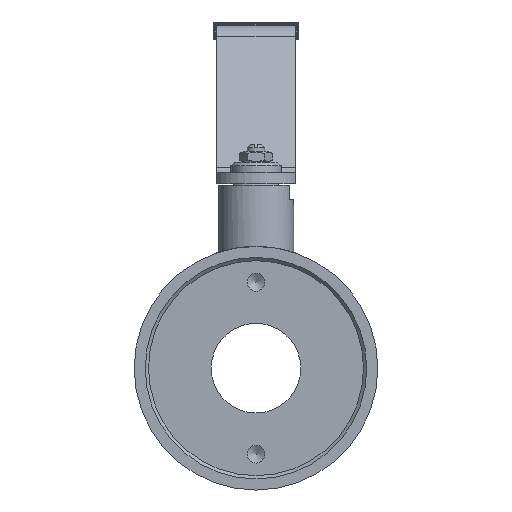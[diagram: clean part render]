
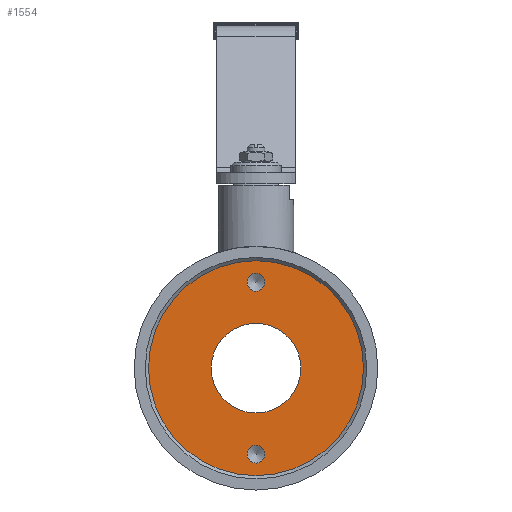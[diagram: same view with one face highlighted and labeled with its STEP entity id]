
A CAD part, front view. The second image highlights one B-rep face of the part: STEP entity #1554.
In plain terms, the highlighted face is planar.
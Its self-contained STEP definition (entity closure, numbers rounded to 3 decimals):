
#1554=ADVANCED_FACE('',(#3387,#3389,#3391,#3393),#3395,.T.);
#3387=FACE_BOUND('',#3388,.T.);
#3388=EDGE_LOOP('',(#4889));
#3389=FACE_BOUND('',#3390,.T.);
#3390=EDGE_LOOP('',(#4890));
#3391=FACE_BOUND('',#3392,.T.);
#3392=EDGE_LOOP('',(#4891));
#3393=FACE_BOUND('',#3394,.T.);
#3394=EDGE_LOOP('',(#4892));
#3395=PLANE('',#3396);
#3396=AXIS2_PLACEMENT_3D('',#3397,#3398,#3399);
#3397=CARTESIAN_POINT('',(14.,21.25,0.));
#3398=DIRECTION('',(1.,0.,0.));
#3399=DIRECTION('',(0.,0.,-1.));
#4889=ORIENTED_EDGE('',*,*,#5594,.T.);
#4890=ORIENTED_EDGE('',*,*,#5590,.T.);
#4891=ORIENTED_EDGE('',*,*,#5593,.T.);
#4892=ORIENTED_EDGE('',*,*,#5596,.F.);
#5590=EDGE_CURVE('',#6091,#6091,#6092,.T.);
#5593=EDGE_CURVE('',#6097,#6097,#6098,.T.);
#5594=EDGE_CURVE('',#6099,#6099,#6100,.T.);
#5596=EDGE_CURVE('',#6103,#6103,#6104,.T.);
#6091=VERTEX_POINT('',#7335);
#6092=CIRCLE('',#7336,2.5);
#6097=VERTEX_POINT('',#7350);
#6098=CIRCLE('',#7351,2.5);
#6099=VERTEX_POINT('',#7355);
#6100=CIRCLE('',#7356,30.);
#6103=VERTEX_POINT('',#7365);
#6104=CIRCLE('',#7366,12.5);
#7335=CARTESIAN_POINT('',(14.,-24.,2.5));
#7336=AXIS2_PLACEMENT_3D('',#7337,#7338,#7339);
#7337=CARTESIAN_POINT('',(14.,-24.,0.));
#7338=DIRECTION('',(-1.,-0.,-0.));
#7339=DIRECTION('',(-0.,0.,1.));
#7350=CARTESIAN_POINT('',(14.,24.,-2.5));
#7351=AXIS2_PLACEMENT_3D('',#7352,#7353,#7354);
#7352=CARTESIAN_POINT('',(14.,24.,0.));
#7353=DIRECTION('',(-1.,-0.,-0.));
#7354=DIRECTION('',(0.,0.,-1.));
#7355=CARTESIAN_POINT('',(14.,30.,0.));
#7356=AXIS2_PLACEMENT_3D('',#7357,#7358,#7359);
#7357=CARTESIAN_POINT('',(14.,0.,0.));
#7358=DIRECTION('',(1.,0.,0.));
#7359=DIRECTION('',(0.,1.,0.));
#7365=CARTESIAN_POINT('',(14.,12.5,0.));
#7366=AXIS2_PLACEMENT_3D('',#7367,#7368,#7369);
#7367=CARTESIAN_POINT('',(14.,0.,0.));
#7368=DIRECTION('',(1.,0.,0.));
#7369=DIRECTION('',(0.,1.,0.));
